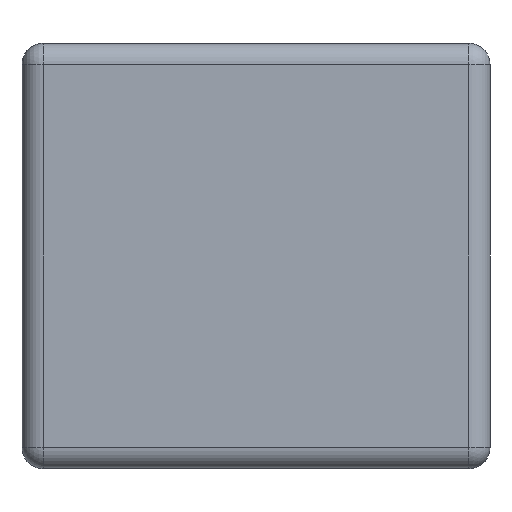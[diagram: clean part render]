
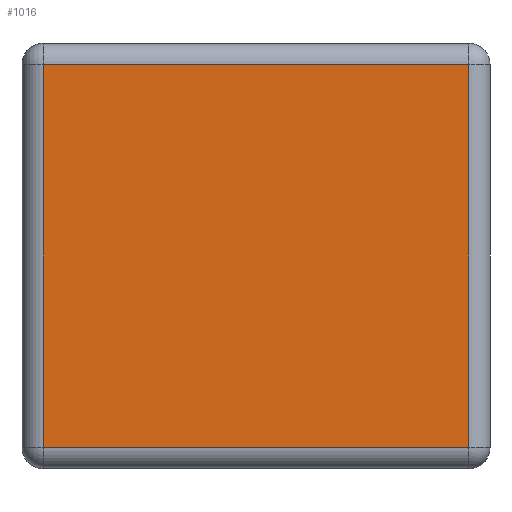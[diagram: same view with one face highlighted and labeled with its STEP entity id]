
A CAD part, left-side view. The second image highlights one B-rep face of the part: STEP entity #1016.
In plain terms, the highlighted planar face has unit normal (-1, 0, 0).
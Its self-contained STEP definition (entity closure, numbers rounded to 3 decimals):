
#19 = VECTOR ( 'NONE', #1243, 1000. ) ;
#102 = LINE ( 'NONE', #142, #1087 ) ;
#132 = CARTESIAN_POINT ( 'NONE',  ( -0.3, 0.015, -0.135 ) ) ;
#141 = VECTOR ( 'NONE', #583, 1000. ) ;
#142 = CARTESIAN_POINT ( 'NONE',  ( -0.3, 0.015, -0.15 ) ) ;
#196 = LINE ( 'NONE', #1338, #141 ) ;
#215 = EDGE_CURVE ( 'NONE', #407, #809, #972, .T. ) ;
#340 = VECTOR ( 'NONE', #629, 1000. ) ;
#355 = CARTESIAN_POINT ( 'NONE',  ( -0.3, 0.315, -0.135 ) ) ;
#407 = VERTEX_POINT ( 'NONE', #1156 ) ;
#510 = CARTESIAN_POINT ( 'NONE',  ( -0.3, 0.33, -0.15 ) ) ;
#551 = ORIENTED_EDGE ( 'NONE', *, *, #934, .T. ) ;
#583 = DIRECTION ( 'NONE',  ( 0., 1., 0. ) ) ;
#613 = CARTESIAN_POINT ( 'NONE',  ( -0.3, 0.315, -0.15 ) ) ;
#629 = DIRECTION ( 'NONE',  ( 0., -1., 0. ) ) ;
#651 = CARTESIAN_POINT ( 'NONE',  ( -0.3, 0.33, -0.135 ) ) ;
#675 = ORIENTED_EDGE ( 'NONE', *, *, #215, .T. ) ;
#709 = DIRECTION ( 'NONE',  ( 0., 0., 1. ) ) ;
#736 = EDGE_LOOP ( 'NONE', ( #675, #834, #840, #551 ) ) ;
#809 = VERTEX_POINT ( 'NONE', #355 ) ;
#833 = PLANE ( 'NONE',  #977 ) ;
#834 = ORIENTED_EDGE ( 'NONE', *, *, #1244, .T. ) ;
#840 = ORIENTED_EDGE ( 'NONE', *, *, #879, .T. ) ;
#879 = EDGE_CURVE ( 'NONE', #1418, #1225, #102, .T. ) ;
#934 = EDGE_CURVE ( 'NONE', #1225, #407, #196, .T. ) ;
#963 = DIRECTION ( 'NONE',  ( 0., 0., -1. ) ) ;
#972 = LINE ( 'NONE', #613, #19 ) ;
#977 = AXIS2_PLACEMENT_3D ( 'NONE', #510, #1377, #963 ) ;
#1016 = ADVANCED_FACE ( 'NONE', ( #1146 ), #833, .F. ) ;
#1087 = VECTOR ( 'NONE', #709, 1000. ) ;
#1146 = FACE_OUTER_BOUND ( 'NONE', #736, .T. ) ;
#1156 = CARTESIAN_POINT ( 'NONE',  ( -0.3, 0.315, 0.135 ) ) ;
#1225 = VERTEX_POINT ( 'NONE', #1258 ) ;
#1243 = DIRECTION ( 'NONE',  ( 0., 0., -1. ) ) ;
#1244 = EDGE_CURVE ( 'NONE', #809, #1418, #1276, .T. ) ;
#1258 = CARTESIAN_POINT ( 'NONE',  ( -0.3, 0.015, 0.135 ) ) ;
#1276 = LINE ( 'NONE', #651, #340 ) ;
#1338 = CARTESIAN_POINT ( 'NONE',  ( -0.3, 0.33, 0.135 ) ) ;
#1377 = DIRECTION ( 'NONE',  ( 1., 0., 0. ) ) ;
#1418 = VERTEX_POINT ( 'NONE', #132 ) ;
